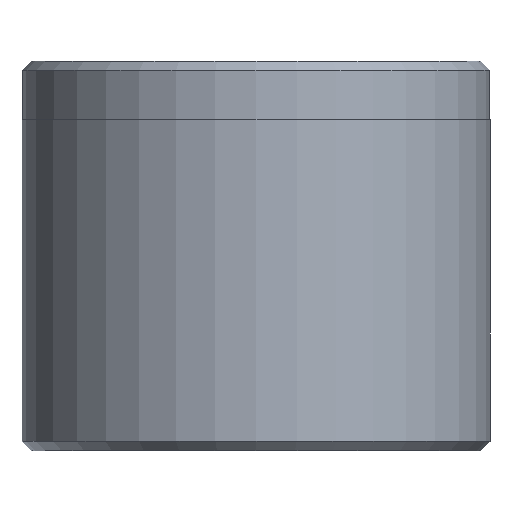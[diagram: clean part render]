
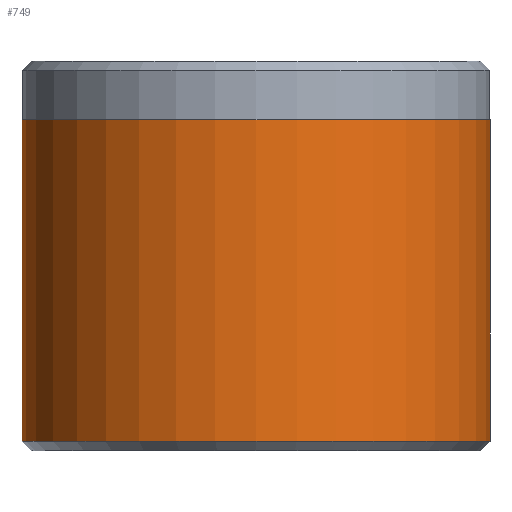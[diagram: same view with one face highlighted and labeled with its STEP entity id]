
A CAD part, front view. The second image highlights one B-rep face of the part: STEP entity #749.
In plain terms, the highlighted cylindrical face has radius 12 mm (diameter 24 mm), a partial arc.
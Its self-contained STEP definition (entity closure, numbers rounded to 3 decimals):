
#20 = DIRECTION ( 'NONE',  ( 0., 0., 1. ) ) ;
#96 = VERTEX_POINT ( 'NONE', #1821 ) ;
#146 = CARTESIAN_POINT ( 'NONE',  ( 0., 0., 20. ) ) ;
#246 = AXIS2_PLACEMENT_3D ( 'NONE', #146, #1522, #1368 ) ;
#463 = ORIENTED_EDGE ( 'NONE', *, *, #598, .F. ) ;
#536 = CIRCLE ( 'NONE', #757, 12. ) ;
#598 = EDGE_CURVE ( 'NONE', #1871, #96, #1392, .T. ) ;
#647 = LINE ( 'NONE', #1348, #1415 ) ;
#729 = CARTESIAN_POINT ( 'NONE',  ( -12., 0., 0.5 ) ) ;
#740 = CYLINDRICAL_SURFACE ( 'NONE', #246, 12. ) ;
#741 = CARTESIAN_POINT ( 'NONE',  ( -12., 0., 17. ) ) ;
#749 = ADVANCED_FACE ( 'NONE', ( #792 ), #740, .T. ) ;
#757 = AXIS2_PLACEMENT_3D ( 'NONE', #929, #20, #1090 ) ;
#762 = VECTOR ( 'NONE', #1345, 1000. ) ;
#792 = FACE_OUTER_BOUND ( 'NONE', #1625, .T. ) ;
#799 = VERTEX_POINT ( 'NONE', #1694 ) ;
#800 = AXIS2_PLACEMENT_3D ( 'NONE', #861, #1945, #1023 ) ;
#823 = EDGE_CURVE ( 'NONE', #1871, #1123, #647, .T. ) ;
#861 = CARTESIAN_POINT ( 'NONE',  ( 0., 0., 17. ) ) ;
#907 = EDGE_CURVE ( 'NONE', #1123, #799, #536, .T. ) ;
#929 = CARTESIAN_POINT ( 'NONE',  ( 0., 0., 0.5 ) ) ;
#1023 = DIRECTION ( 'NONE',  ( 1., 0., 0. ) ) ;
#1090 = DIRECTION ( 'NONE',  ( 1., 0., 0. ) ) ;
#1123 = VERTEX_POINT ( 'NONE', #729 ) ;
#1140 = EDGE_CURVE ( 'NONE', #96, #799, #1981, .T. ) ;
#1163 = ORIENTED_EDGE ( 'NONE', *, *, #907, .T. ) ;
#1176 = CARTESIAN_POINT ( 'NONE',  ( 12., 0., 20. ) ) ;
#1328 = ORIENTED_EDGE ( 'NONE', *, *, #823, .T. ) ;
#1345 = DIRECTION ( 'NONE',  ( 0., 0., -1. ) ) ;
#1348 = CARTESIAN_POINT ( 'NONE',  ( -12., 0., 20. ) ) ;
#1368 = DIRECTION ( 'NONE',  ( -1., 0., 0. ) ) ;
#1392 = CIRCLE ( 'NONE', #800, 12. ) ;
#1415 = VECTOR ( 'NONE', #1505, 1000. ) ;
#1427 = ORIENTED_EDGE ( 'NONE', *, *, #1140, .F. ) ;
#1505 = DIRECTION ( 'NONE',  ( 0., 0., -1. ) ) ;
#1522 = DIRECTION ( 'NONE',  ( 0., 0., -1. ) ) ;
#1625 = EDGE_LOOP ( 'NONE', ( #1427, #463, #1328, #1163 ) ) ;
#1694 = CARTESIAN_POINT ( 'NONE',  ( 12., 0., 0.5 ) ) ;
#1821 = CARTESIAN_POINT ( 'NONE',  ( 12., 0., 17. ) ) ;
#1871 = VERTEX_POINT ( 'NONE', #741 ) ;
#1945 = DIRECTION ( 'NONE',  ( 0., 0., 1. ) ) ;
#1981 = LINE ( 'NONE', #1176, #762 ) ;
